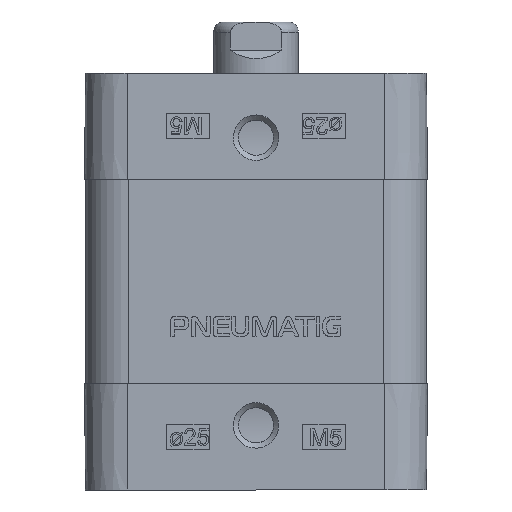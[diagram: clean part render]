
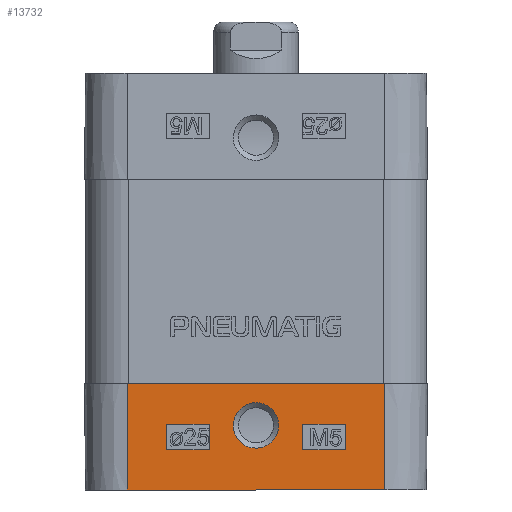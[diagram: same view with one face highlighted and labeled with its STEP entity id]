
A CAD part, left-side view. The second image highlights one B-rep face of the part: STEP entity #13732.
In plain terms, the highlighted planar face has unit normal (-1, 0, -0.009).
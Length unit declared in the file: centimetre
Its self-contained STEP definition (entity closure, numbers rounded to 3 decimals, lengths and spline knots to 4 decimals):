
#495=LINE($,#19878,#1746);
#498=LINE($,#19884,#1749);
#501=LINE($,#19890,#1752);
#504=LINE($,#19894,#1755);
#506=LINE($,#19900,#1757);
#508=LINE($,#19904,#1759);
#510=LINE($,#19908,#1761);
#512=LINE($,#19911,#1763);
#514=LINE($,#20025,#1765);
#515=LINE($,#20027,#1766);
#516=LINE($,#20029,#1767);
#517=LINE($,#20030,#1768);
#1746=VECTOR($,#15951,0.3);
#1749=VECTOR($,#15956,0.5);
#1752=VECTOR($,#15961,0.3);
#1755=VECTOR($,#15966,0.5);
#1757=VECTOR($,#15972,0.3);
#1759=VECTOR($,#15976,0.5);
#1761=VECTOR($,#15980,0.3);
#1763=VECTOR($,#15984,0.5);
#1765=VECTOR($,#15992,3.03);
#1766=VECTOR($,#15993,1.25);
#1767=VECTOR($,#15994,3.03);
#1768=VECTOR($,#15995,1.25);
#2833=B_SPLINE_CURVE_WITH_KNOTS($,3,(#19978,#19979,#19980,#19981,#19982,
#19983,#19984,#19985,#19986,#19987,#19988,#19989,#19990,#19991,#19992,#19993,
#19994,#19995,#19996,#19997,#19998,#19999,#20000,#20001,#20002,#20003,#20004,
#20005,#20006,#20007,#20008,#20009,#20010,#20011,#20012,#20013,#20014,#20015,
#20016,#20017,#20018,#20019,#20020),.UNSPECIFIED.,.T.,.F.,(4,3,3,3,3,3,
3,3,3,3,3,3,3,3,4),(0.,0.1199,0.2751,0.4271,
0.6322,0.7377,0.9144,0.9848,
1.124,1.3056,1.51,1.6038,1.769,
1.8426,1.9625),.UNSPECIFIED.);
#3462=PLANE($,#14571);
#3793=FACE_BOUND($,#4933,.T.);
#3794=FACE_BOUND($,#4934,.T.);
#3795=FACE_BOUND($,#4935,.T.);
#4095=FACE_OUTER_BOUND($,#4932,.T.);
#4932=EDGE_LOOP($,(#10326,#10327,#10328,#10329));
#4933=EDGE_LOOP($,(#10330,#10331,#10332,#10333));
#4934=EDGE_LOOP($,(#10334,#10335,#10336,#10337));
#4935=EDGE_LOOP($,(#10338));
#6309=VERTEX_POINT($,#19875);
#6310=VERTEX_POINT($,#19877);
#6312=VERTEX_POINT($,#19883);
#6314=VERTEX_POINT($,#19889);
#6315=VERTEX_POINT($,#19897);
#6316=VERTEX_POINT($,#19899);
#6317=VERTEX_POINT($,#19903);
#6318=VERTEX_POINT($,#19907);
#6319=VERTEX_POINT($,#19953);
#6321=VERTEX_POINT($,#20023);
#6322=VERTEX_POINT($,#20024);
#6323=VERTEX_POINT($,#20026);
#6324=VERTEX_POINT($,#20028);
#7838=EDGE_CURVE($,#6310,#6309,#495,.T.);
#7841=EDGE_CURVE($,#6312,#6310,#498,.T.);
#7844=EDGE_CURVE($,#6314,#6312,#501,.T.);
#7847=EDGE_CURVE($,#6309,#6314,#504,.T.);
#7849=EDGE_CURVE($,#6316,#6315,#506,.T.);
#7851=EDGE_CURVE($,#6317,#6316,#508,.T.);
#7853=EDGE_CURVE($,#6318,#6317,#510,.T.);
#7855=EDGE_CURVE($,#6315,#6318,#512,.T.);
#7858=EDGE_CURVE($,#6319,#6319,#2833,.T.);
#7859=EDGE_CURVE($,#6321,#6322,#514,.T.);
#7860=EDGE_CURVE($,#6323,#6322,#515,.T.);
#7861=EDGE_CURVE($,#6323,#6324,#516,.T.);
#7862=EDGE_CURVE($,#6324,#6321,#517,.T.);
#10326=ORIENTED_EDGE($,*,*,#7859,.T.);
#10327=ORIENTED_EDGE($,*,*,#7860,.F.);
#10328=ORIENTED_EDGE($,*,*,#7861,.T.);
#10329=ORIENTED_EDGE($,*,*,#7862,.T.);
#10330=ORIENTED_EDGE($,*,*,#7838,.T.);
#10331=ORIENTED_EDGE($,*,*,#7847,.T.);
#10332=ORIENTED_EDGE($,*,*,#7844,.T.);
#10333=ORIENTED_EDGE($,*,*,#7841,.T.);
#10334=ORIENTED_EDGE($,*,*,#7849,.T.);
#10335=ORIENTED_EDGE($,*,*,#7855,.T.);
#10336=ORIENTED_EDGE($,*,*,#7853,.T.);
#10337=ORIENTED_EDGE($,*,*,#7851,.T.);
#10338=ORIENTED_EDGE($,*,*,#7858,.F.);
#13732=ADVANCED_FACE($,(#4095,#3793,#3794,#3795),#3462,.T.);
#14571=AXIS2_PLACEMENT_3D($,#20022,#15990,#15991);
#15951=DIRECTION($,(-0.009,0.,1.));
#15956=DIRECTION($,(0.,1.,0.));
#15961=DIRECTION($,(0.009,0.,-1.));
#15966=DIRECTION($,(0.,-1.,0.));
#15972=DIRECTION($,(-0.009,0.,1.));
#15976=DIRECTION($,(0.,1.,0.));
#15980=DIRECTION($,(0.009,0.,-1.));
#15984=DIRECTION($,(0.,-1.,0.));
#15990=DIRECTION('center_axis',(-1.,0.,-0.009));
#15991=DIRECTION('ref_axis',(-0.009,0.,1.));
#15992=DIRECTION($,(0.,-1.,0.));
#15993=DIRECTION($,(0.009,0.,-1.));
#15994=DIRECTION($,(0.,1.,0.));
#15995=DIRECTION($,(0.009,0.,-1.));
#19875=CARTESIAN_POINT('',(-2.0109,-0.55,0.775));
#19877=CARTESIAN_POINT('',(-2.0082,-0.55,0.475));
#19878=CARTESIAN_POINT($,(-2.0082,-0.55,0.475));
#19883=CARTESIAN_POINT('',(-2.0082,-1.05,0.475));
#19884=CARTESIAN_POINT($,(-2.0082,-1.05,0.475));
#19889=CARTESIAN_POINT('',(-2.0109,-1.05,0.775));
#19890=CARTESIAN_POINT($,(-2.0109,-1.05,0.775));
#19894=CARTESIAN_POINT($,(-2.0109,-0.55,0.775));
#19897=CARTESIAN_POINT('',(-2.0109,1.05,0.775));
#19899=CARTESIAN_POINT('',(-2.0082,1.05,0.475));
#19900=CARTESIAN_POINT($,(-2.0082,1.05,0.475));
#19903=CARTESIAN_POINT('',(-2.0082,0.55,0.475));
#19904=CARTESIAN_POINT($,(-2.0082,0.55,0.475));
#19907=CARTESIAN_POINT('',(-2.0109,0.55,0.775));
#19908=CARTESIAN_POINT($,(-2.0109,0.55,0.775));
#19911=CARTESIAN_POINT($,(-2.0109,1.05,0.775));
#19953=CARTESIAN_POINT('',(-2.0131,-0.0001,1.0269));
#19978=CARTESIAN_POINT('Ctrl Pts',(-2.0084,-0.0002,
0.4925));
#19979=CARTESIAN_POINT('Ctrl Pts',(-2.0084,-0.0401,
0.4924));
#19980=CARTESIAN_POINT('Ctrl Pts',(-2.0085,-0.0812,
0.5015));
#19981=CARTESIAN_POINT('Ctrl Pts',(-2.0086,-0.1161,
0.5183));
#19982=CARTESIAN_POINT('Ctrl Pts',(-2.0088,-0.1614,
0.54));
#19983=CARTESIAN_POINT('Ctrl Pts',(-2.009,-0.1896,
0.5676));
#19984=CARTESIAN_POINT('Ctrl Pts',(-2.0093,-0.2129,
0.5984));
#19985=CARTESIAN_POINT('Ctrl Pts',(-2.0096,-0.2357,
0.6287));
#19986=CARTESIAN_POINT('Ctrl Pts',(-2.0099,-0.2523,
0.6637));
#19987=CARTESIAN_POINT('Ctrl Pts',(-2.0102,-0.2606,
0.7));
#19988=CARTESIAN_POINT('Ctrl Pts',(-2.0106,-0.2718,
0.7489));
#19989=CARTESIAN_POINT('Ctrl Pts',(-2.0111,-0.2683,
0.802));
#19990=CARTESIAN_POINT('Ctrl Pts',(-2.0115,-0.2513,
0.8502));
#19991=CARTESIAN_POINT('Ctrl Pts',(-2.0117,-0.2425,
0.875));
#19992=CARTESIAN_POINT('Ctrl Pts',(-2.012,-0.2296,
0.9008));
#19993=CARTESIAN_POINT('Ctrl Pts',(-2.0122,-0.2094,
0.9262));
#19994=CARTESIAN_POINT('Ctrl Pts',(-2.0125,-0.1755,
0.9688));
#19995=CARTESIAN_POINT('Ctrl Pts',(-2.0128,-0.1233,
1.003));
#19996=CARTESIAN_POINT('Ctrl Pts',(-2.013,-0.0678,
1.0178));
#19997=CARTESIAN_POINT('Ctrl Pts',(-2.013,-0.0457,
1.0238));
#19998=CARTESIAN_POINT('Ctrl Pts',(-2.0131,-0.0223,
1.0269));
#19999=CARTESIAN_POINT('Ctrl Pts',(-2.0131,-0.0001,
1.0269));
#20000=CARTESIAN_POINT('Ctrl Pts',(-2.0131,0.044,
1.0269));
#20001=CARTESIAN_POINT('Ctrl Pts',(-2.013,0.0779,
1.0168));
#20002=CARTESIAN_POINT('Ctrl Pts',(-2.0128,0.1078,
1.0036));
#20003=CARTESIAN_POINT('Ctrl Pts',(-2.0127,0.1469,0.9863));
#20004=CARTESIAN_POINT('Ctrl Pts',(-2.0125,0.1817,
0.9605));
#20005=CARTESIAN_POINT('Ctrl Pts',(-2.0122,0.2091,
0.9262));
#20006=CARTESIAN_POINT('Ctrl Pts',(-2.0118,0.24,
0.8875));
#20007=CARTESIAN_POINT('Ctrl Pts',(-2.0114,0.2619,
0.8341));
#20008=CARTESIAN_POINT('Ctrl Pts',(-2.0109,0.2665,
0.7803));
#20009=CARTESIAN_POINT('Ctrl Pts',(-2.0107,0.2686,
0.7557));
#20010=CARTESIAN_POINT('Ctrl Pts',(-2.0105,0.2677,0.7289));
#20011=CARTESIAN_POINT('Ctrl Pts',(-2.0102,0.2611,
0.6999));
#20012=CARTESIAN_POINT('Ctrl Pts',(-2.0098,0.2494,
0.6489));
#20013=CARTESIAN_POINT('Ctrl Pts',(-2.0093,0.2188,
0.597));
#20014=CARTESIAN_POINT('Ctrl Pts',(-2.009,0.1774,
0.5599));
#20015=CARTESIAN_POINT('Ctrl Pts',(-2.0088,0.159,
0.5434));
#20016=CARTESIAN_POINT('Ctrl Pts',(-2.0087,0.1383,0.5294));
#20017=CARTESIAN_POINT('Ctrl Pts',(-2.0086,0.116,
0.5186));
#20018=CARTESIAN_POINT('Ctrl Pts',(-2.0085,0.0797,
0.5012));
#20019=CARTESIAN_POINT('Ctrl Pts',(-2.0084,0.0398,
0.4926));
#20020=CARTESIAN_POINT('Ctrl Pts',(-2.0084,-0.0002,
0.4925));
#20022=CARTESIAN_POINT('Origin',(-2.015,1.515,1.25));
#20023=CARTESIAN_POINT('',(-2.0041,1.515,0.));
#20024=CARTESIAN_POINT('',(-2.0041,-1.515,0.));
#20025=CARTESIAN_POINT($,(-2.0041,1.515,0.));
#20026=CARTESIAN_POINT('',(-2.015,-1.515,1.25));
#20027=CARTESIAN_POINT($,(-2.015,-1.515,1.25));
#20028=CARTESIAN_POINT('',(-2.015,1.515,1.25));
#20029=CARTESIAN_POINT($,(-2.015,-1.515,1.25));
#20030=CARTESIAN_POINT($,(-2.015,1.515,1.25));
